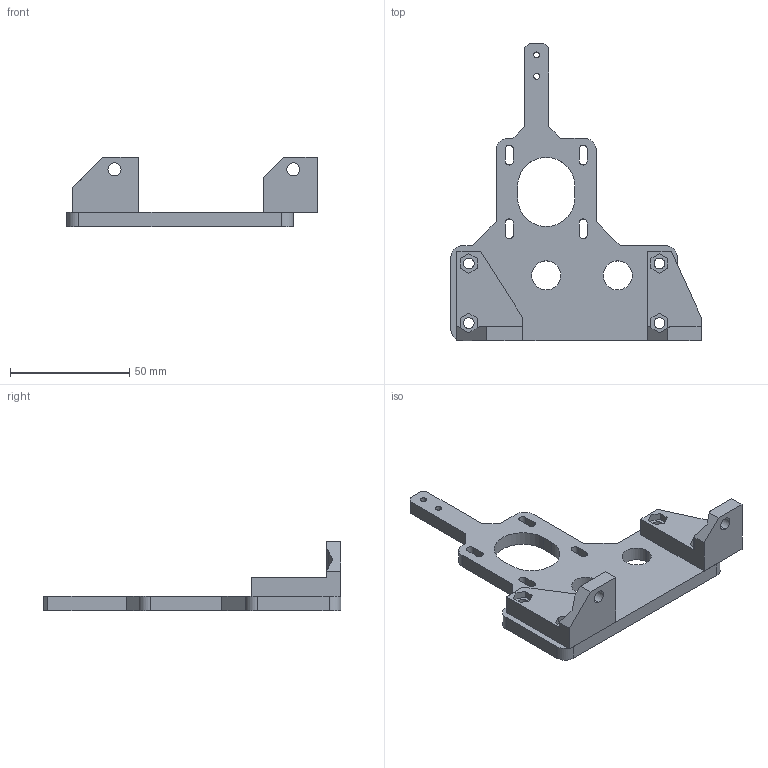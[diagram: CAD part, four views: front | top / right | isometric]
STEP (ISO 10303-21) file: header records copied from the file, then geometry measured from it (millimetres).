
FILE_DESCRIPTION (( 'STEP AP203' ), '1' );
FILE_NAME ('Gear Basev2 wall2.STEP', '2021-07-18T09:47:08', ( '' ), ( '' ), 'SwSTEP 2.0', 'SolidWorks 2020', '' );
FILE_SCHEMA (( 'CONFIG_CONTROL_DESIGN' ));
Length unit declared in the file: millimetre
Products named in the file (1): Gear Basev2 wall2
Bounding box: 105 x 125 x 29 mm (x, y, z)
Volume: 45323.2 mm3; surface area: 21622.2 mm2
Topology: 3 solids, 3 shells, 128 faces, 359 edges, 238 vertices
Faces by surface type: plane 80, cylinder 48
Entity records: 4281 total; most frequent: CARTESIAN_POINT 744, ORIENTED_EDGE 718, DIRECTION 707, EDGE_CURVE 359, VECTOR 261, LINE 261, VERTEX_POINT 238, AXIS2_PLACEMENT_3D 223
